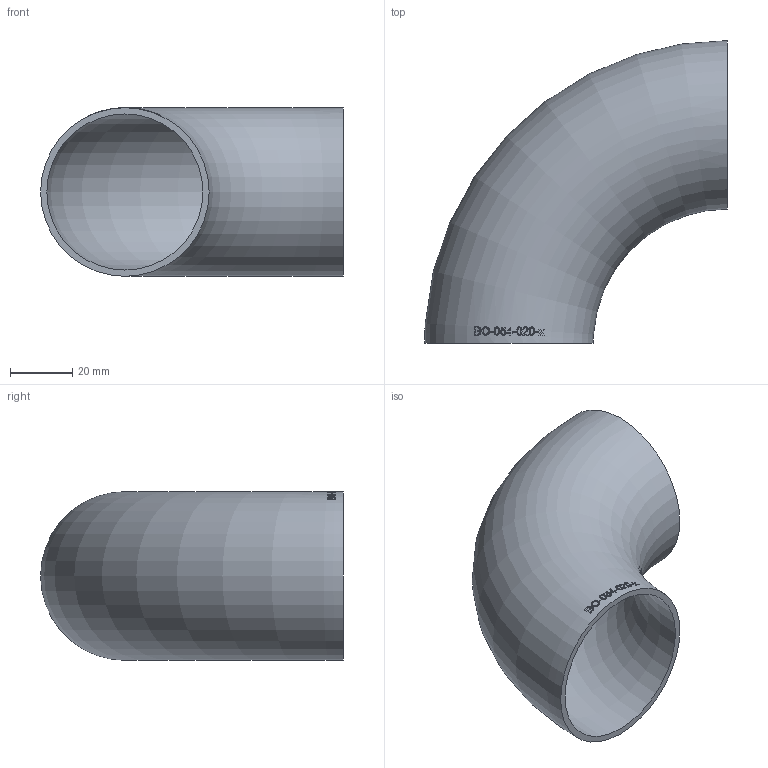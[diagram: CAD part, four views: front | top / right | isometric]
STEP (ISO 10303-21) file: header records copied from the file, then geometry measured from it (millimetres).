
FILE_DESCRIPTION (( 'STEP AP214' ), '1' );
FILE_NAME ('BO-054-020-x Bogen 1911.STEP', '2019-11-04T09:37:55', ( '' ), ( '' ), 'SwSTEP 2.0', 'SolidWorks 2016', '' );
FILE_SCHEMA (( 'AUTOMOTIVE_DESIGN' ));
Length unit declared in the file: millimetre
Products named in the file (1): BO-054-020-x Bogen 1911
Bounding box: 97 x 97 x 54 mm (x, y, z)
Volume: 35923.5 mm3; surface area: 36590.7 mm2
Topology: 1 solids, 1 shells, 150 faces, 391 edges, 261 vertices
Faces by surface type: bspline 68, plane 61, torus 21
Entity records: 8819 total; most frequent: CARTESIAN_POINT 4293, ORIENTED_EDGE 770, EDGE_CURVE 385, DIRECTION 301, VERTEX_POINT 258, B_SPLINE_CURVE_WITH_KNOTS 254, EDGE_LOOP 173, FACE_OUTER_BOUND 152
